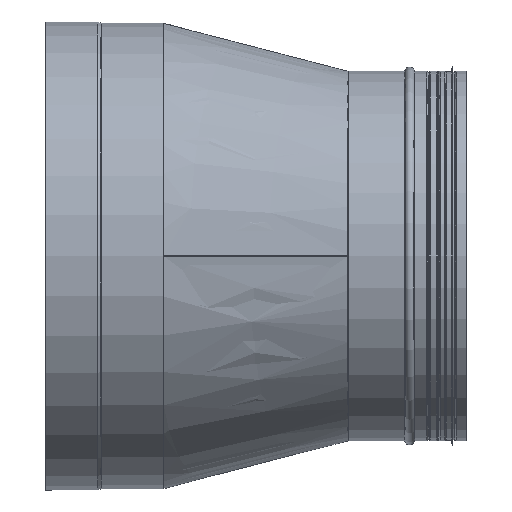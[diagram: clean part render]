
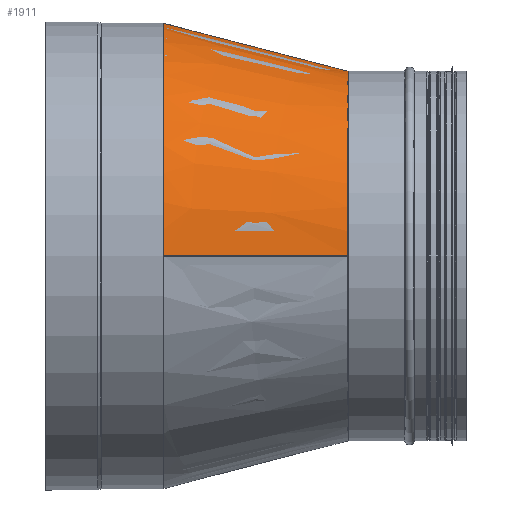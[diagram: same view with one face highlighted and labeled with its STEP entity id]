
A CAD part, left-side view. The second image highlights one B-rep face of the part: STEP entity #1911.
In plain terms, the highlighted free-form (B-spline) face has degree [3, 3] with [4, 10] control points.
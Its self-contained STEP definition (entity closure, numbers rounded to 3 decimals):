
#327=FACE_OUTER_BOUND('',#462,.T.);
#462=EDGE_LOOP('',(#1273,#1274,#1275,#1276));
#839=B_SPLINE_CURVE_WITH_KNOTS('',3,(#3009,#3010,#3011,#3012),
 .UNSPECIFIED.,.F.,.F.,(4,4),(1.027,24.352),
 .UNSPECIFIED.);
#842=B_SPLINE_CURVE_WITH_KNOTS('',3,(#3120,#3121,#3122,#3123,#3124,#3125,
#3126,#3127,#3128,#3129,#3130,#3131,#3132,#3133,#3134,#3135,#3136,#3137,
#3138,#3139,#3140,#3141,#3142,#3143,#3144,#3145,#3146,#3147),
 .UNSPECIFIED.,.F.,.F.,(4,3,3,3,3,3,3,3,3,4),(3.143,3.367,
3.591,3.816,4.04,4.339,4.414,
4.489,4.638,4.653),.UNSPECIFIED.);
#845=B_SPLINE_CURVE_WITH_KNOTS('',3,(#3423,#3424,#3425,#3426,#3427,#3428,
#3429,#3430,#3431,#3432),.UNSPECIFIED.,.F.,.F.,(4,1,1,1,1,1,1,4),(1.631,
1.795,1.944,2.243,2.468,2.692,
2.916,3.141),.UNSPECIFIED.);
#847=B_SPLINE_CURVE_WITH_KNOTS('',3,(#3485,#3486,#3487,#3488),
 .UNSPECIFIED.,.F.,.F.,(4,4),(-0.856,-0.015),
 .UNSPECIFIED.);
#852=VERTEX_POINT('',#3007);
#853=VERTEX_POINT('',#3008);
#858=VERTEX_POINT('',#3097);
#861=VERTEX_POINT('',#3422);
#996=EDGE_CURVE('',#852,#853,#839,.T.);
#1003=EDGE_CURVE('',#853,#858,#842,.T.);
#1009=EDGE_CURVE('',#861,#852,#845,.T.);
#1012=EDGE_CURVE('',#858,#861,#847,.T.);
#1273=ORIENTED_EDGE('',*,*,#996,.T.);
#1274=ORIENTED_EDGE('',*,*,#1003,.T.);
#1275=ORIENTED_EDGE('',*,*,#1012,.T.);
#1276=ORIENTED_EDGE('',*,*,#1009,.T.);
#1763=B_SPLINE_SURFACE_WITH_KNOTS('',3,3,((#3445,#3446,#3447,#3448,#3449,
#3450,#3451,#3452,#3453,#3454),(#3455,#3456,#3457,#3458,#3459,#3460,#3461,
#3462,#3463,#3464),(#3465,#3466,#3467,#3468,#3469,#3470,#3471,#3472,#3473,
#3474),(#3475,#3476,#3477,#3478,#3479,#3480,#3481,#3482,#3483,#3484)),
 .UNSPECIFIED.,.F.,.F.,.F.,(4,4),(4,1,1,1,1,1,1,4),(0.015,
1.038),(-3.142,-2.917,-2.693,
-2.469,-2.244,-2.02,-1.796,
-1.572),.UNSPECIFIED.);
#1911=ADVANCED_FACE('',(#327),#1763,.F.);
#3007=CARTESIAN_POINT('',(316.,0.,0.251));
#3008=CARTESIAN_POINT('',(316.,250.,0.251));
#3009=CARTESIAN_POINT('Ctrl Pts',(316.,0.,0.251));
#3010=CARTESIAN_POINT('Ctrl Pts',(316.,78.957,0.251));
#3011=CARTESIAN_POINT('Ctrl Pts',(316.,171.05,0.251));
#3012=CARTESIAN_POINT('Ctrl Pts',(316.,250.,0.251));
#3097=CARTESIAN_POINT('',(79.998,250.237,250.523));
#3120=CARTESIAN_POINT('Ctrl Pts',(316.,250.,0.251));
#3121=CARTESIAN_POINT('Ctrl Pts',(315.981,250.,19.02));
#3122=CARTESIAN_POINT('Ctrl Pts',(313.848,250.002,37.786));
#3123=CARTESIAN_POINT('Ctrl Pts',(309.655,250.007,56.08));
#3124=CARTESIAN_POINT('Ctrl Pts',(305.462,250.011,74.374));
#3125=CARTESIAN_POINT('Ctrl Pts',(299.208,250.017,92.197));
#3126=CARTESIAN_POINT('Ctrl Pts',(291.05,250.026,109.099));
#3127=CARTESIAN_POINT('Ctrl Pts',(282.892,250.034,126.002));
#3128=CARTESIAN_POINT('Ctrl Pts',(272.829,250.045,141.984));
#3129=CARTESIAN_POINT('Ctrl Pts',(261.115,250.057,156.649));
#3130=CARTESIAN_POINT('Ctrl Pts',(249.402,250.069,171.314));
#3131=CARTESIAN_POINT('Ctrl Pts',(236.038,250.083,184.661));
#3132=CARTESIAN_POINT('Ctrl Pts',(221.354,250.098,196.35));
#3133=CARTESIAN_POINT('Ctrl Pts',(201.777,250.118,211.936));
#3134=CARTESIAN_POINT('Ctrl Pts',(179.853,250.14,224.572));
#3135=CARTESIAN_POINT('Ctrl Pts',(156.552,250.163,233.696));
#3136=CARTESIAN_POINT('Ctrl Pts',(150.727,250.169,235.977));
#3137=CARTESIAN_POINT('Ctrl Pts',(144.816,250.175,238.039));
#3138=CARTESIAN_POINT('Ctrl Pts',(138.836,250.18,239.877));
#3139=CARTESIAN_POINT('Ctrl Pts',(132.856,250.186,241.716));
#3140=CARTESIAN_POINT('Ctrl Pts',(126.809,250.192,243.331));
#3141=CARTESIAN_POINT('Ctrl Pts',(120.709,250.198,244.719));
#3142=CARTESIAN_POINT('Ctrl Pts',(108.509,250.21,247.495));
#3143=CARTESIAN_POINT('Ctrl Pts',(96.101,250.222,249.359));
#3144=CARTESIAN_POINT('Ctrl Pts',(83.624,250.234,250.284));
#3145=CARTESIAN_POINT('Ctrl Pts',(82.416,250.235,250.373));
#3146=CARTESIAN_POINT('Ctrl Pts',(81.208,250.236,250.454));
#3147=CARTESIAN_POINT('Ctrl Pts',(79.999,250.237,250.526));
#3422=CARTESIAN_POINT('',(18.883,0.237,315.407));
#3423=CARTESIAN_POINT('Ctrl Pts',(18.882,0.237,315.398));
#3424=CARTESIAN_POINT('Ctrl Pts',(36.14,0.224,314.367));
#3425=CARTESIAN_POINT('Ctrl Pts',(68.96,0.199,309.704));
#3426=CARTESIAN_POINT('Ctrl Pts',(130.833,0.151,290.657));
#3427=CARTESIAN_POINT('Ctrl Pts',(192.936,0.101,254.867));
#3428=CARTESIAN_POINT('Ctrl Pts',(249.012,0.055,198.829));
#3429=CARTESIAN_POINT('Ctrl Pts',(287.013,0.024,138.463));
#3430=CARTESIAN_POINT('Ctrl Pts',(310.62,0.004,71.135));
#3431=CARTESIAN_POINT('Ctrl Pts',(315.981,0.,
23.882));
#3432=CARTESIAN_POINT('Ctrl Pts',(316.,0.,0.251));
#3445=CARTESIAN_POINT('Ctrl Pts',(18.883,0.237,315.407));
#3446=CARTESIAN_POINT('Ctrl Pts',(41.098,-5.193,315.407));
#3447=CARTESIAN_POINT('Ctrl Pts',(85.525,-16.054,310.095));
#3448=CARTESIAN_POINT('Ctrl Pts',(148.83,-31.531,286.596));
#3449=CARTESIAN_POINT('Ctrl Pts',(205.618,-45.415,248.733));
#3450=CARTESIAN_POINT('Ctrl Pts',(253.055,-57.013,198.419));
#3451=CARTESIAN_POINT('Ctrl Pts',(288.757,-65.743,138.164));
#3452=CARTESIAN_POINT('Ctrl Pts',(310.942,-71.167,70.993));
#3453=CARTESIAN_POINT('Ctrl Pts',(315.981,-72.399,23.843));
#3454=CARTESIAN_POINT('Ctrl Pts',(316.,-72.404,0.266));
#3455=CARTESIAN_POINT('Ctrl Pts',(43.673,101.645,289.088));
#3456=CARTESIAN_POINT('Ctrl Pts',(64.035,96.667,289.088));
#3457=CARTESIAN_POINT('Ctrl Pts',(104.756,86.712,284.219));
#3458=CARTESIAN_POINT('Ctrl Pts',(162.779,72.527,262.68));
#3459=CARTESIAN_POINT('Ctrl Pts',(214.829,59.801,227.977));
#3460=CARTESIAN_POINT('Ctrl Pts',(258.308,49.17,181.861));
#3461=CARTESIAN_POINT('Ctrl Pts',(291.031,41.17,126.634));
#3462=CARTESIAN_POINT('Ctrl Pts',(311.364,36.198,65.069));
#3463=CARTESIAN_POINT('Ctrl Pts',(315.983,35.069,21.854));
#3464=CARTESIAN_POINT('Ctrl Pts',(316.,35.064,0.244));
#3465=CARTESIAN_POINT('Ctrl Pts',(68.464,203.053,262.769));
#3466=CARTESIAN_POINT('Ctrl Pts',(86.972,198.528,262.769));
#3467=CARTESIAN_POINT('Ctrl Pts',(123.986,189.479,258.343));
#3468=CARTESIAN_POINT('Ctrl Pts',(176.728,176.585,238.765));
#3469=CARTESIAN_POINT('Ctrl Pts',(224.04,165.017,207.221));
#3470=CARTESIAN_POINT('Ctrl Pts',(263.561,155.354,165.304));
#3471=CARTESIAN_POINT('Ctrl Pts',(293.304,148.082,115.105));
#3472=CARTESIAN_POINT('Ctrl Pts',(311.786,143.563,59.144));
#3473=CARTESIAN_POINT('Ctrl Pts',(315.984,142.536,19.864));
#3474=CARTESIAN_POINT('Ctrl Pts',(316.,142.532,0.221));
#3475=CARTESIAN_POINT('Ctrl Pts',(93.254,304.46,236.45));
#3476=CARTESIAN_POINT('Ctrl Pts',(109.908,300.389,236.45));
#3477=CARTESIAN_POINT('Ctrl Pts',(143.217,292.246,232.468));
#3478=CARTESIAN_POINT('Ctrl Pts',(190.677,280.643,214.85));
#3479=CARTESIAN_POINT('Ctrl Pts',(233.25,270.233,186.465));
#3480=CARTESIAN_POINT('Ctrl Pts',(268.813,261.538,148.746));
#3481=CARTESIAN_POINT('Ctrl Pts',(295.578,254.994,103.575));
#3482=CARTESIAN_POINT('Ctrl Pts',(312.208,250.927,53.22));
#3483=CARTESIAN_POINT('Ctrl Pts',(315.986,250.003,17.874));
#3484=CARTESIAN_POINT('Ctrl Pts',(316.,250.,0.199));
#3485=CARTESIAN_POINT('Ctrl Pts',(79.998,250.237,250.523));
#3486=CARTESIAN_POINT('Ctrl Pts',(59.627,166.904,272.151));
#3487=CARTESIAN_POINT('Ctrl Pts',(39.255,83.571,293.779));
#3488=CARTESIAN_POINT('Ctrl Pts',(18.883,0.237,315.407));
